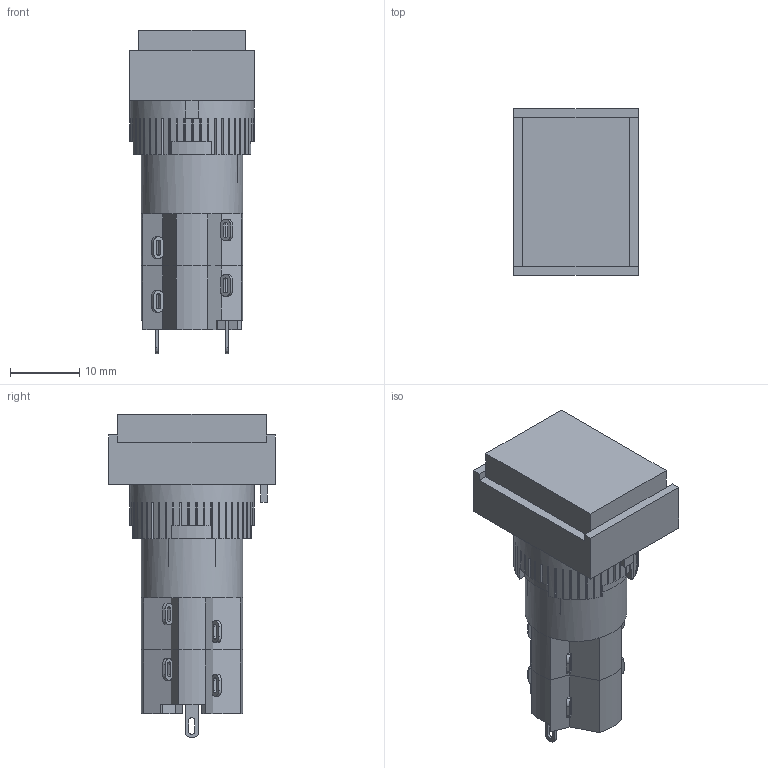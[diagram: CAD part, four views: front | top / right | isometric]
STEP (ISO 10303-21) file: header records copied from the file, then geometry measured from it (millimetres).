
FILE_DESCRIPTION(/* description */ (''),/* implementation_level */ '2;1');
FILE_NAME(/* name */ 'D16xxT12xxxx.stp',/* time_stamp */ '2025-05-19T09:01:21-05:00',/* author */ ('mroman'),/* organization */ (''),/* preprocessor_version */ 'ST-DEVELOPER v18.1',/* originating_system */ 'Autodesk Inventor 2022',/* authorisation */ '');
FILE_SCHEMA (('AUTOMOTIVE_DESIGN { 1 0 10303 214 3 1 1 }'));
Length unit declared in the file: centimetre
Products named in the file (1): D16xxT12xxxx
Bounding box: 18 x 24 x 46.73 mm (x, y, z)
Volume: 7039 mm3; surface area: 7551.5 mm2
Topology: 2 solids, 3 shells, 666 faces, 1906 edges, 1255 vertices
Faces by surface type: plane 498, cylinder 109, bspline 53, torus 3, cone 2, sphere 1
Full cylindrical faces by diameter (mm): 3.2 x2, 3.5 x1, 5.7 x2, 8.4 x1, 14.7 x1, 18 x1
Entity records: 22009 total; most frequent: CARTESIAN_POINT 4522, ORIENTED_EDGE 3810, DIRECTION 3409, EDGE_CURVE 1905, LINE 1409, VECTOR 1409, VERTEX_POINT 1255, AXIS2_PLACEMENT_3D 1000
